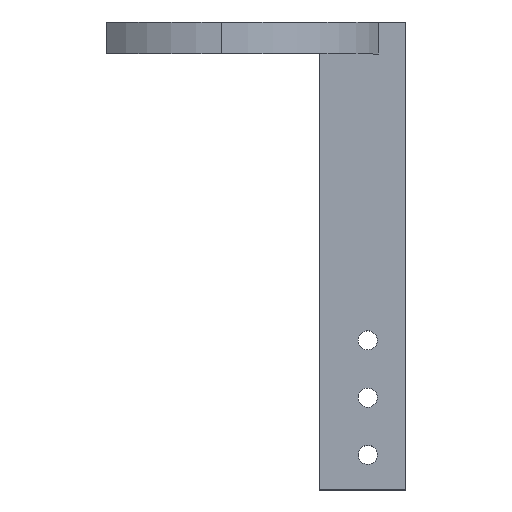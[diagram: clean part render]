
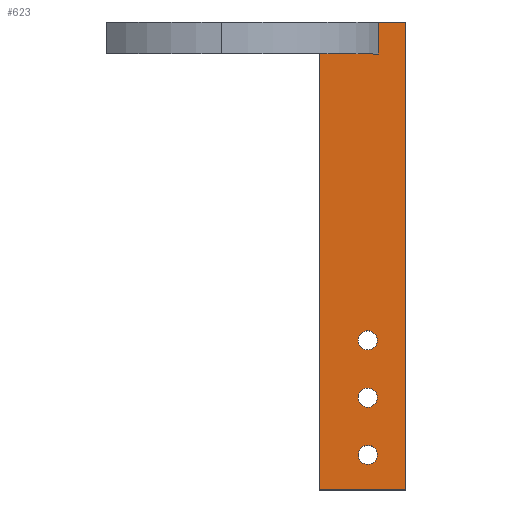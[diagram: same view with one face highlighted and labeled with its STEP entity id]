
A CAD part, top view. The second image highlights one B-rep face of the part: STEP entity #623.
In plain terms, the highlighted planar face has unit normal (0, 0, 1).
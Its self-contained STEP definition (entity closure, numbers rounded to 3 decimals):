
#6 = ORIENTED_EDGE ( 'NONE', *, *, #41, .F. ) ;
#12 = CARTESIAN_POINT ( 'NONE',  ( -4.344, 68.5, 7. ) ) ;
#15 = CIRCLE ( 'NONE', #1087, 1.5 ) ;
#24 = DIRECTION ( 'NONE',  ( 1., 0., 0. ) ) ;
#30 = CARTESIAN_POINT ( 'NONE',  ( -13.65, 0., 7. ) ) ;
#34 = AXIS2_PLACEMENT_3D ( 'NONE', #199, #962, #304 ) ;
#36 = B_SPLINE_CURVE_WITH_KNOTS ( 'NONE', 3,
 ( #852, #1109, #778, #12 ),
 .UNSPECIFIED., .F., .F.,
 ( 4, 4 ),
 ( 0.019, 0.024 ),
 .UNSPECIFIED. ) ;
#41 = EDGE_CURVE ( 'NONE', #1354, #667, #119, .T. ) ;
#53 = EDGE_CURVE ( 'NONE', #667, #1354, #15, .T. ) ;
#87 = CARTESIAN_POINT ( 'NONE',  ( 0., 73.5, 7. ) ) ;
#90 = DIRECTION ( 'NONE',  ( 1., 0., 0. ) ) ;
#96 = CARTESIAN_POINT ( 'NONE',  ( -4.5, 23.5, 7. ) ) ;
#102 = VERTEX_POINT ( 'NONE', #643 ) ;
#119 = CIRCLE ( 'NONE', #34, 1.5 ) ;
#124 = CARTESIAN_POINT ( 'NONE',  ( -6., 5.5, 7. ) ) ;
#130 = DIRECTION ( 'NONE',  ( 0.707, -0.707, 0. ) ) ;
#155 = CARTESIAN_POINT ( 'NONE',  ( -4.344, 71.5, 7. ) ) ;
#162 = VECTOR ( 'NONE', #1396, 1000. ) ;
#170 = EDGE_LOOP ( 'NONE', ( #1121, #1208 ) ) ;
#174 = CIRCLE ( 'NONE', #876, 1.5 ) ;
#175 = CARTESIAN_POINT ( 'NONE',  ( 0., 71.5, 7. ) ) ;
#178 = CIRCLE ( 'NONE', #1349, 1.5 ) ;
#199 = CARTESIAN_POINT ( 'NONE',  ( -6., 14.5, 7. ) ) ;
#219 = ORIENTED_EDGE ( 'NONE', *, *, #238, .T. ) ;
#231 = CARTESIAN_POINT ( 'NONE',  ( -13.65, 70., 7. ) ) ;
#233 = FACE_OUTER_BOUND ( 'NONE', #834, .T. ) ;
#238 = EDGE_CURVE ( 'NONE', #102, #1009, #1271, .T. ) ;
#242 = ORIENTED_EDGE ( 'NONE', *, *, #1336, .F. ) ;
#246 = CARTESIAN_POINT ( 'NONE',  ( -12.563, 71.5, 7. ) ) ;
#252 = LINE ( 'NONE', #685, #554 ) ;
#255 = EDGE_CURVE ( 'NONE', #650, #102, #291, .T. ) ;
#265 = EDGE_CURVE ( 'NONE', #1155, #1338, #178, .T. ) ;
#281 = CARTESIAN_POINT ( 'NONE',  ( -13.352, 71.5, 7. ) ) ;
#291 = LINE ( 'NONE', #555, #1342 ) ;
#296 = EDGE_CURVE ( 'NONE', #1009, #725, #1174, .T. ) ;
#304 = DIRECTION ( 'NONE',  ( 1., 0., 0. ) ) ;
#312 = CARTESIAN_POINT ( 'NONE',  ( -4.5, 5.5, 7. ) ) ;
#353 = ORIENTED_EDGE ( 'NONE', *, *, #1366, .T. ) ;
#363 = DIRECTION ( 'NONE',  ( 0., 1., 0. ) ) ;
#364 = CIRCLE ( 'NONE', #519, 1.5 ) ;
#370 = EDGE_LOOP ( 'NONE', ( #242, #570 ) ) ;
#380 = ORIENTED_EDGE ( 'NONE', *, *, #255, .T. ) ;
#387 = LINE ( 'NONE', #87, #982 ) ;
#391 = EDGE_CURVE ( 'NONE', #418, #824, #1410, .T. ) ;
#393 = ORIENTED_EDGE ( 'NONE', *, *, #697, .T. ) ;
#394 = DIRECTION ( 'NONE',  ( 0., 0., 1. ) ) ;
#395 = DIRECTION ( 'NONE',  ( 0., 1., 0. ) ) ;
#396 = DIRECTION ( 'NONE',  ( 1., 0., 0. ) ) ;
#400 = DIRECTION ( 'NONE',  ( 0., 0., 1. ) ) ;
#418 = VERTEX_POINT ( 'NONE', #941 ) ;
#466 = CARTESIAN_POINT ( 'NONE',  ( -7.479, 71.5, 7. ) ) ;
#513 = DIRECTION ( 'NONE',  ( 1., 0., 0. ) ) ;
#519 = AXIS2_PLACEMENT_3D ( 'NONE', #124, #394, #1062 ) ;
#522 = DIRECTION ( 'NONE',  ( 0., 0., 1. ) ) ;
#553 = EDGE_CURVE ( 'NONE', #1161, #824, #387, .T. ) ;
#554 = VECTOR ( 'NONE', #1340, 1000. ) ;
#555 = CARTESIAN_POINT ( 'NONE',  ( 0., 71.5, 7. ) ) ;
#569 = VECTOR ( 'NONE', #363, 1000. ) ;
#570 = ORIENTED_EDGE ( 'NONE', *, *, #1015, .F. ) ;
#571 = ORIENTED_EDGE ( 'NONE', *, *, #679, .T. ) ;
#579 = ORIENTED_EDGE ( 'NONE', *, *, #553, .T. ) ;
#614 = VECTOR ( 'NONE', #1123, 1000. ) ;
#623 = ADVANCED_FACE ( 'NONE', ( #233, #1397, #1327, #1076 ), #1387, .T. ) ;
#625 = CARTESIAN_POINT ( 'NONE',  ( -6., 23.5, 7. ) ) ;
#631 = CARTESIAN_POINT ( 'NONE',  ( 0., 73.5, 7. ) ) ;
#641 = EDGE_CURVE ( 'NONE', #1338, #1155, #364, .T. ) ;
#643 = CARTESIAN_POINT ( 'NONE',  ( -15.15, 71.5, 7. ) ) ;
#650 = VERTEX_POINT ( 'NONE', #281 ) ;
#667 = VERTEX_POINT ( 'NONE', #845 ) ;
#669 = AXIS2_PLACEMENT_3D ( 'NONE', #956, #1176, #396 ) ;
#675 = DIRECTION ( 'NONE',  ( 0., 0., 1. ) ) ;
#679 = EDGE_CURVE ( 'NONE', #1153, #900, #1030, .T. ) ;
#685 = CARTESIAN_POINT ( 'NONE',  ( 0., 71.5, 7. ) ) ;
#688 = LINE ( 'NONE', #949, #1124 ) ;
#697 = EDGE_CURVE ( 'NONE', #900, #650, #252, .T. ) ;
#725 = VERTEX_POINT ( 'NONE', #30 ) ;
#742 = DIRECTION ( 'NONE',  ( -1., 0., 0. ) ) ;
#748 = CARTESIAN_POINT ( 'NONE',  ( -7.5, 14.5, 7. ) ) ;
#778 = CARTESIAN_POINT ( 'NONE',  ( -5.386, 69.503, 7. ) ) ;
#785 = CARTESIAN_POINT ( 'NONE',  ( -15.15, 71.5, 7. ) ) ;
#787 = CARTESIAN_POINT ( 'NONE',  ( 0., 0., 7. ) ) ;
#824 = VERTEX_POINT ( 'NONE', #993 ) ;
#826 = AXIS2_PLACEMENT_3D ( 'NONE', #964, #861, #90 ) ;
#833 = EDGE_LOOP ( 'NONE', ( #6, #1302 ) ) ;
#834 = EDGE_LOOP ( 'NONE', ( #1178, #1027, #571, #393, #380, #219, #1135, #353, #1074, #579 ) ) ;
#841 = CARTESIAN_POINT ( 'NONE',  ( -7.5, 23.5, 7. ) ) ;
#845 = CARTESIAN_POINT ( 'NONE',  ( -4.5, 14.5, 7. ) ) ;
#852 = CARTESIAN_POINT ( 'NONE',  ( -7.479, 71.5, 7. ) ) ;
#861 = DIRECTION ( 'NONE',  ( 0., 0., 1. ) ) ;
#876 = AXIS2_PLACEMENT_3D ( 'NONE', #625, #400, #513 ) ;
#900 = VERTEX_POINT ( 'NONE', #246 ) ;
#939 = DIRECTION ( 'NONE',  ( -1., 0., 0. ) ) ;
#941 = CARTESIAN_POINT ( 'NONE',  ( -4.344, 68.5, 7. ) ) ;
#944 = VERTEX_POINT ( 'NONE', #787 ) ;
#949 = CARTESIAN_POINT ( 'NONE',  ( 0., 0., 7. ) ) ;
#956 = CARTESIAN_POINT ( 'NONE',  ( 0., 0., 7. ) ) ;
#962 = DIRECTION ( 'NONE',  ( 0., 0., 1. ) ) ;
#964 = CARTESIAN_POINT ( 'NONE',  ( -6., 23.5, 7. ) ) ;
#982 = VECTOR ( 'NONE', #742, 1000. ) ;
#993 = CARTESIAN_POINT ( 'NONE',  ( -4.344, 73.5, 7. ) ) ;
#1007 = DIRECTION ( 'NONE',  ( -1., 0., 0. ) ) ;
#1009 = VERTEX_POINT ( 'NONE', #231 ) ;
#1015 = EDGE_CURVE ( 'NONE', #1332, #1324, #174, .T. ) ;
#1026 = VECTOR ( 'NONE', #130, 1000. ) ;
#1027 = ORIENTED_EDGE ( 'NONE', *, *, #1200, .F. ) ;
#1030 = LINE ( 'NONE', #175, #1151 ) ;
#1062 = DIRECTION ( 'NONE',  ( 1., 0., 0. ) ) ;
#1074 = ORIENTED_EDGE ( 'NONE', *, *, #1075, .T. ) ;
#1075 = EDGE_CURVE ( 'NONE', #944, #1161, #688, .T. ) ;
#1076 = FACE_BOUND ( 'NONE', #170, .T. ) ;
#1079 = CARTESIAN_POINT ( 'NONE',  ( -7.5, 5.5, 7. ) ) ;
#1087 = AXIS2_PLACEMENT_3D ( 'NONE', #1192, #522, #1293 ) ;
#1109 = CARTESIAN_POINT ( 'NONE',  ( -6.431, 70.503, 7. ) ) ;
#1117 = CARTESIAN_POINT ( 'NONE',  ( -13.65, 0., 7. ) ) ;
#1121 = ORIENTED_EDGE ( 'NONE', *, *, #265, .F. ) ;
#1123 = DIRECTION ( 'NONE',  ( 0., -1., 0. ) ) ;
#1124 = VECTOR ( 'NONE', #395, 1000. ) ;
#1135 = ORIENTED_EDGE ( 'NONE', *, *, #296, .T. ) ;
#1151 = VECTOR ( 'NONE', #939, 1000. ) ;
#1153 = VERTEX_POINT ( 'NONE', #466 ) ;
#1155 = VERTEX_POINT ( 'NONE', #1079 ) ;
#1161 = VERTEX_POINT ( 'NONE', #631 ) ;
#1174 = LINE ( 'NONE', #1117, #614 ) ;
#1176 = DIRECTION ( 'NONE',  ( 0., 0., 1. ) ) ;
#1178 = ORIENTED_EDGE ( 'NONE', *, *, #391, .F. ) ;
#1192 = CARTESIAN_POINT ( 'NONE',  ( -6., 14.5, 7. ) ) ;
#1200 = EDGE_CURVE ( 'NONE', #1153, #418, #36, .T. ) ;
#1208 = ORIENTED_EDGE ( 'NONE', *, *, #641, .F. ) ;
#1271 = LINE ( 'NONE', #785, #1026 ) ;
#1283 = CARTESIAN_POINT ( 'NONE',  ( 0., 0., 7. ) ) ;
#1285 = LINE ( 'NONE', #1283, #162 ) ;
#1293 = DIRECTION ( 'NONE',  ( 1., 0., 0. ) ) ;
#1302 = ORIENTED_EDGE ( 'NONE', *, *, #53, .F. ) ;
#1324 = VERTEX_POINT ( 'NONE', #841 ) ;
#1327 = FACE_BOUND ( 'NONE', #370, .T. ) ;
#1329 = CARTESIAN_POINT ( 'NONE',  ( -6., 5.5, 7. ) ) ;
#1332 = VERTEX_POINT ( 'NONE', #96 ) ;
#1336 = EDGE_CURVE ( 'NONE', #1324, #1332, #1357, .T. ) ;
#1338 = VERTEX_POINT ( 'NONE', #312 ) ;
#1340 = DIRECTION ( 'NONE',  ( -1., 0., 0. ) ) ;
#1342 = VECTOR ( 'NONE', #1007, 1000. ) ;
#1349 = AXIS2_PLACEMENT_3D ( 'NONE', #1329, #675, #24 ) ;
#1354 = VERTEX_POINT ( 'NONE', #748 ) ;
#1357 = CIRCLE ( 'NONE', #826, 1.5 ) ;
#1366 = EDGE_CURVE ( 'NONE', #725, #944, #1285, .T. ) ;
#1387 = PLANE ( 'NONE',  #669 ) ;
#1396 = DIRECTION ( 'NONE',  ( 1., 0., 0. ) ) ;
#1397 = FACE_BOUND ( 'NONE', #833, .T. ) ;
#1410 = LINE ( 'NONE', #155, #569 ) ;
